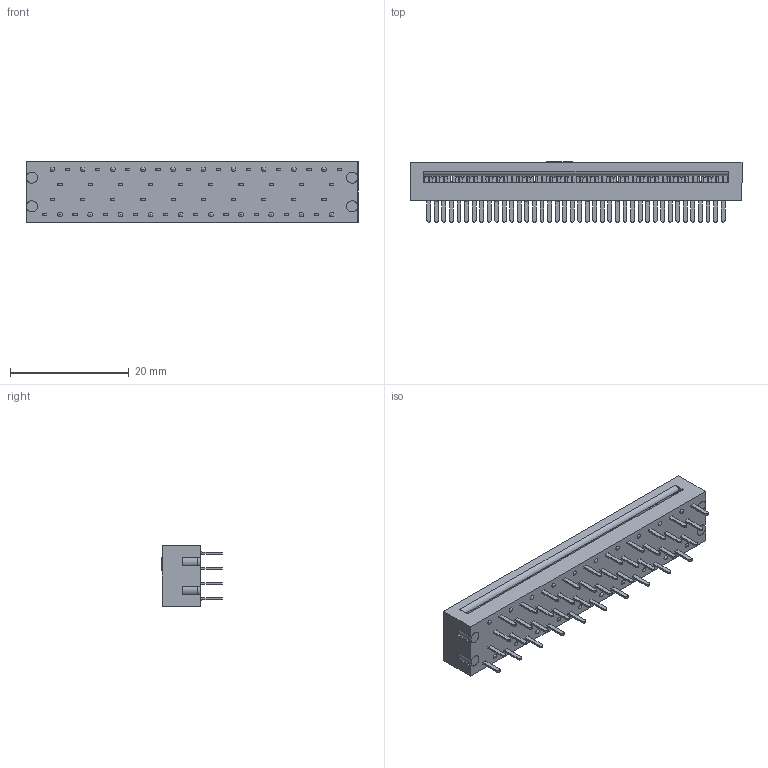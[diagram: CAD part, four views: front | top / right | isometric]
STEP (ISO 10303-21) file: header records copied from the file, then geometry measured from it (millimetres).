
FILE_DESCRIPTION(/* description */ (''),/* implementation_level */ '2;1');
FILE_NAME(/* name */ 'CWR-142-40 3D Model.stp',/* time_stamp */ '2023-12-11T13:53:21-05:00',/* author */ ('dwiltbank'),/* organization */ (''),/* preprocessor_version */ 'ST-DEVELOPER v19.2',/* originating_system */ 'Autodesk Inventor 2024',/* authorisation */ '');
FILE_SCHEMA (('AUTOMOTIVE_DESIGN { 1 0 10303 214 3 1 1 }'));
Products named in the file (1): CWR-142-40_Simplify_2
Bounding box: 55.88 x 10.16 x 10.16 mm (x, y, z)
Volume: 3063.1 mm3; surface area: 4586.2 mm2
Topology: 1 solids, 1 shells, 2735 faces, 8462 edges, 5589 vertices
Faces by surface type: plane 1687, cylinder 1024, bspline 20, cone 4
Entity records: 100275 total; most frequent: CARTESIAN_POINT 19813, ORIENTED_EDGE 16928, DIRECTION 15926, EDGE_CURVE 8464, LINE 6090, VECTOR 6090, VERTEX_POINT 5589, AXIS2_PLACEMENT_3D 4918
